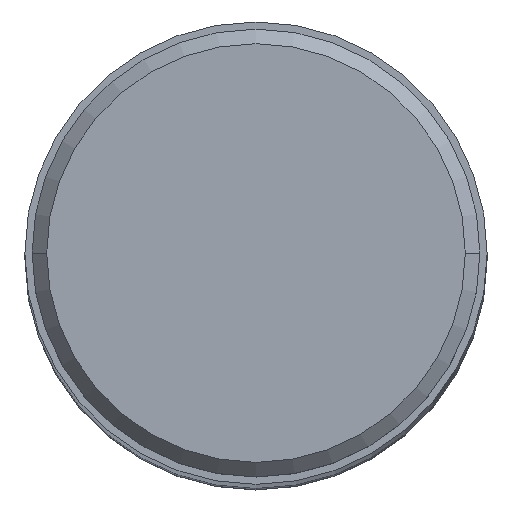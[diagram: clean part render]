
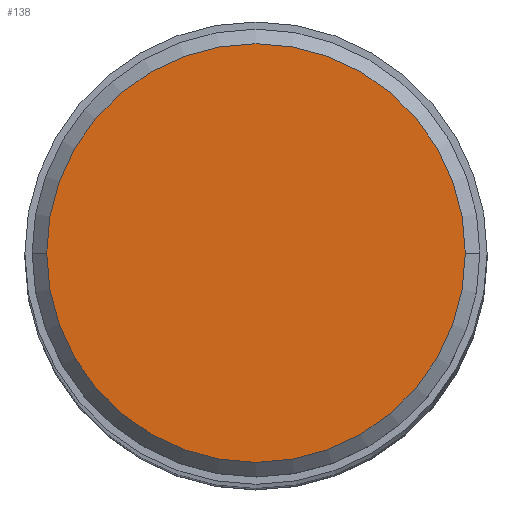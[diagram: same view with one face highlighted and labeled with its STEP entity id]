
A CAD part, top view. The second image highlights one B-rep face of the part: STEP entity #138.
In plain terms, the highlighted planar face has unit normal (0, 0, 1).
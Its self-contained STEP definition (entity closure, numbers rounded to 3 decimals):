
#46=PLANE('',#1102);
#138=ADVANCED_FACE('',(#202),#46,.T.);
#202=FACE_OUTER_BOUND('',#258,.T.);
#258=EDGE_LOOP('',(#480,#481,#482,#483));
#480=ORIENTED_EDGE('',*,*,#666,.T.);
#481=ORIENTED_EDGE('',*,*,#664,.T.);
#482=ORIENTED_EDGE('',*,*,#663,.T.);
#483=ORIENTED_EDGE('',*,*,#667,.T.);
#550=VERTEX_POINT('',#1726);
#551=VERTEX_POINT('',#1728);
#552=VERTEX_POINT('',#1730);
#553=VERTEX_POINT('',#1734);
#663=EDGE_CURVE('',#551,#550,#766,.T.);
#664=EDGE_CURVE('',#552,#551,#767,.T.);
#666=EDGE_CURVE('',#553,#552,#768,.T.);
#667=EDGE_CURVE('',#550,#553,#769,.T.);
#766=CIRCLE('',#1096,14.375);
#767=CIRCLE('',#1097,14.375);
#768=CIRCLE('',#1099,14.375);
#769=CIRCLE('',#1100,14.375);
#1096=AXIS2_PLACEMENT_3D('',#1727,#1435,#1436);
#1097=AXIS2_PLACEMENT_3D('',#1729,#1437,#1438);
#1099=AXIS2_PLACEMENT_3D('',#1733,#1442,#1443);
#1100=AXIS2_PLACEMENT_3D('',#1735,#1444,#1445);
#1102=AXIS2_PLACEMENT_3D('',#1737,#1448,#1449);
#1435=DIRECTION('',(0.,0.,1.));
#1436=DIRECTION('',(0.,-1.,0.));
#1437=DIRECTION('',(0.,0.,1.));
#1438=DIRECTION('',(-1.,0.,0.));
#1442=DIRECTION('',(0.,0.,1.));
#1443=DIRECTION('',(0.,1.,0.));
#1444=DIRECTION('',(0.,0.,1.));
#1445=DIRECTION('',(1.,0.,0.));
#1448=DIRECTION('',(0.,0.,1.));
#1449=DIRECTION('',(1.,0.,0.));
#1726=CARTESIAN_POINT('',(14.375,0.,0.));
#1727=CARTESIAN_POINT('',(0.,0.,0.));
#1728=CARTESIAN_POINT('',(0.,-14.375,0.));
#1729=CARTESIAN_POINT('',(0.,0.,0.));
#1730=CARTESIAN_POINT('',(-14.375,0.,0.));
#1733=CARTESIAN_POINT('',(0.,0.,0.));
#1734=CARTESIAN_POINT('',(0.,14.375,0.));
#1735=CARTESIAN_POINT('',(0.,0.,0.));
#1737=CARTESIAN_POINT('',(0.,0.001,0.));
